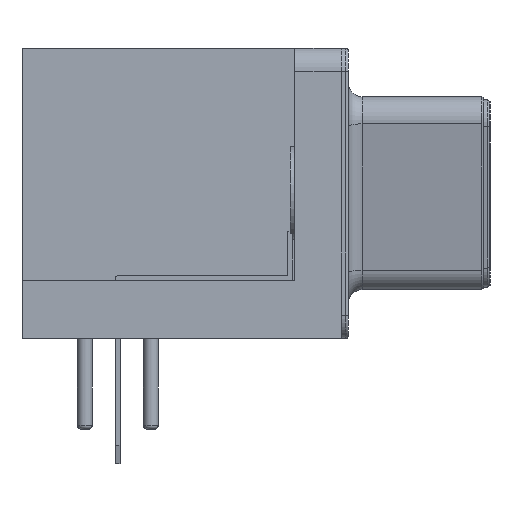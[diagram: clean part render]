
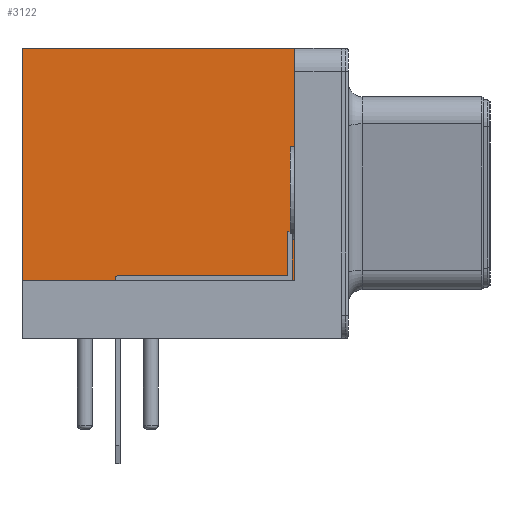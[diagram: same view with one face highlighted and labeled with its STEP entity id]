
A CAD part, left-side view. The second image highlights one B-rep face of the part: STEP entity #3122.
In plain terms, the highlighted planar face has unit normal (-1, 0, 0).
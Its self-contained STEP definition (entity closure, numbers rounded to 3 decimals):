
#1821 = VERTEX_POINT('',#1822);
#1822 = CARTESIAN_POINT('',(-54.13,2.7,12.5));
#1828 = EDGE_CURVE('',#1829,#1821,#1831,.T.);
#1829 = VERTEX_POINT('',#1830);
#1830 = CARTESIAN_POINT('',(-54.13,-9.04,12.5));
#1831 = LINE('',#1832,#1833);
#1832 = CARTESIAN_POINT('',(-54.13,-10.04,12.5));
#1833 = VECTOR('',#1834,1.);
#1834 = DIRECTION('',(0.,1.,0.));
#3032 = VERTEX_POINT('',#3033);
#3033 = CARTESIAN_POINT('',(-54.13,-9.04,2.5));
#3039 = EDGE_CURVE('',#3032,#1829,#3040,.T.);
#3040 = LINE('',#3041,#3042);
#3041 = CARTESIAN_POINT('',(-54.13,-9.04,2.5));
#3042 = VECTOR('',#3043,1.);
#3043 = DIRECTION('',(0.,0.,1.));
#3122 = ADVANCED_FACE('',(#3123),#3141,.F.);
#3123 = FACE_BOUND('',#3124,.F.);
#3124 = EDGE_LOOP('',(#3125,#3126,#3134,#3140));
#3125 = ORIENTED_EDGE('',*,*,#3039,.F.);
#3126 = ORIENTED_EDGE('',*,*,#3127,.T.);
#3127 = EDGE_CURVE('',#3032,#3128,#3130,.T.);
#3128 = VERTEX_POINT('',#3129);
#3129 = CARTESIAN_POINT('',(-54.13,2.7,2.5));
#3130 = LINE('',#3131,#3132);
#3131 = CARTESIAN_POINT('',(-54.13,-9.04,2.5));
#3132 = VECTOR('',#3133,1.);
#3133 = DIRECTION('',(0.,1.,0.));
#3134 = ORIENTED_EDGE('',*,*,#3135,.T.);
#3135 = EDGE_CURVE('',#3128,#1821,#3136,.T.);
#3136 = LINE('',#3137,#3138);
#3137 = CARTESIAN_POINT('',(-54.13,2.7,4.375));
#3138 = VECTOR('',#3139,1.);
#3139 = DIRECTION('',(0.,0.,1.));
#3140 = ORIENTED_EDGE('',*,*,#1828,.F.);
#3141 = PLANE('',#3142);
#3142 = AXIS2_PLACEMENT_3D('',#3143,#3144,#3145);
#3143 = CARTESIAN_POINT('',(-54.13,-9.04,2.5));
#3144 = DIRECTION('',(1.,0.,0.));
#3145 = DIRECTION('',(0.,0.,1.));
